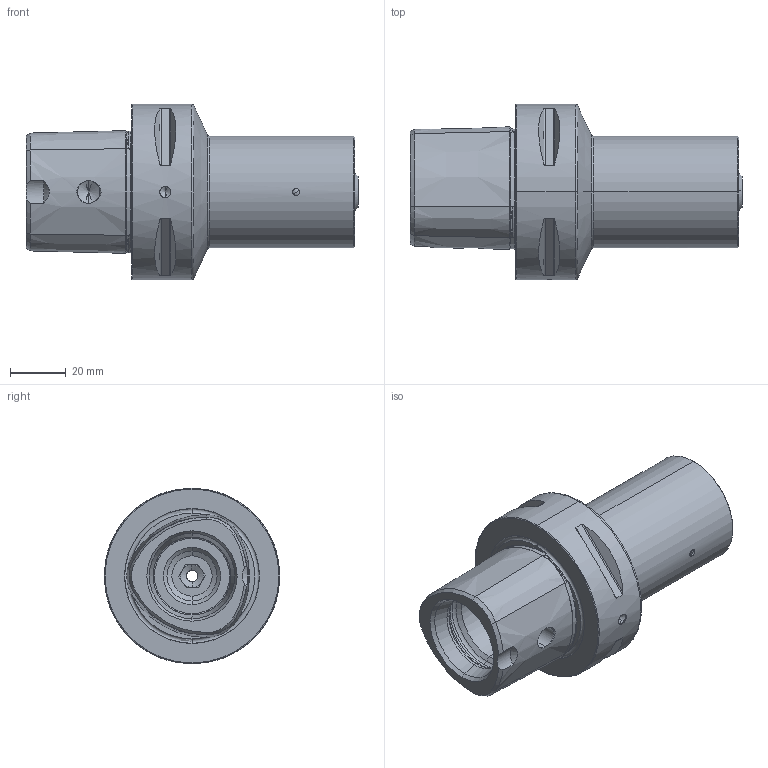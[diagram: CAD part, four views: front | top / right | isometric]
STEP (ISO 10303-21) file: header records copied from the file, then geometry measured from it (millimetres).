
FILE_DESCRIPTION (( 'STEP AP214' ), '1' );
FILE_NAME ('PS6.PS4.K01.080.STEP', '2020-09-16T11:03:43', ( '' ), ( '' ), 'SwSTEP 2.0', 'SolidWorks 2017', '' );
FILE_SCHEMA (( 'AUTOMOTIVE_DESIGN' ));
Length unit declared in the file: millimetre
Products named in the file (4): PS6-PS4.K01.080_B; PS4-ER1.K01.047_A_PreviewCfg; ISO 8745-2.5x8_PreviewCfg; PS6.PS4.K01.080
Assembly tree (3 placements, depth 2):
  PS6.PS4.K01.080
    PS6-PS4.K01.080_B
    PS4-ER1.K01.047_A_PreviewCfg
    ISO 8745-2.5x8_PreviewCfg
Bounding box: 119.2 x 63 x 63 mm (x, y, z)
Volume: 155298 mm3; surface area: 34926.8 mm2
Topology: 3 solids, 3 shells, 219 faces, 498 edges, 290 vertices
Faces by surface type: cone 67, torus 52, cylinder 52, plane 44, sphere 4
Entity records: 6923 total; most frequent: CARTESIAN_POINT 1793, DIRECTION 1117, ORIENTED_EDGE 988, EDGE_CURVE 494, AXIS2_PLACEMENT_3D 480, VERTEX_POINT 290, CIRCLE 255, EDGE_LOOP 238
